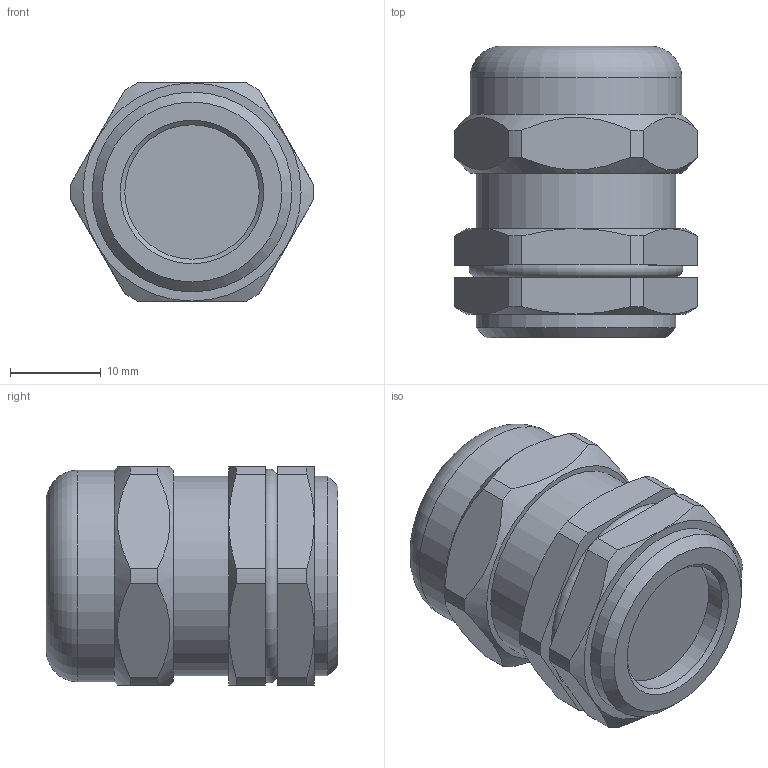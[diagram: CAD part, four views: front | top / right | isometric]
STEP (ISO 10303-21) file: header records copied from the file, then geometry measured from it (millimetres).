
FILE_DESCRIPTION(/* description */ (''),/* implementation_level */ '2;1');
FILE_NAME(/* name */ 'ГОФРОМАТИК ВК-НР-M22-14-L8.stp',/* time_stamp */ '2023-04-10T15:24:55+07:00',/* author */ ('zeta-09'),/* organization */ (''),/* preprocessor_version */ 'ST-DEVELOPER v18.1',/* originating_system */ 'Autodesk Inventor 2021',/* authorisation */ '');
FILE_SCHEMA (('AUTOMOTIVE_DESIGN { 1 0 10303 214 3 1 1 }'));
Length unit declared in the file: millimetre
Products named in the file (1): Деталь13
Bounding box: 26.8 x 32.1 x 24 mm (x, y, z)
Volume: 13410.1 mm3; surface area: 3917.8 mm2
Topology: 1 solids, 1 shells, 73 faces, 175 edges, 111 vertices
Faces by surface type: plane 28, cylinder 24, cone 18, torus 3
Full cylindrical faces by diameter (mm): 14.8 x1, 19.8 x1, 20.5 x1, 22 x2, 23.3 x1
Entity records: 2237 total; most frequent: CARTESIAN_POINT 432, DIRECTION 366, ORIENTED_EDGE 350, EDGE_CURVE 175, AXIS2_PLACEMENT_3D 153, VERTEX_POINT 111, EDGE_LOOP 81, CIRCLE 79
